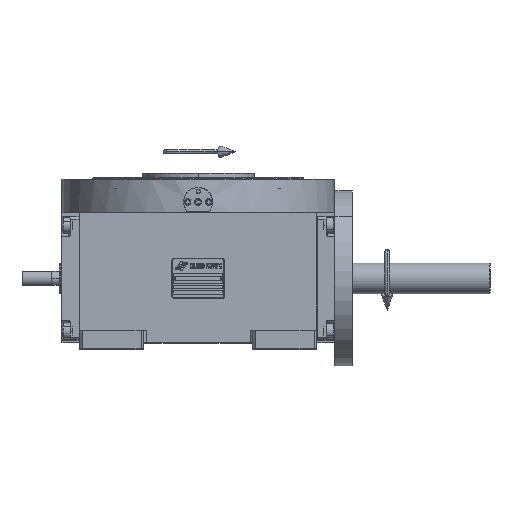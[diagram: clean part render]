
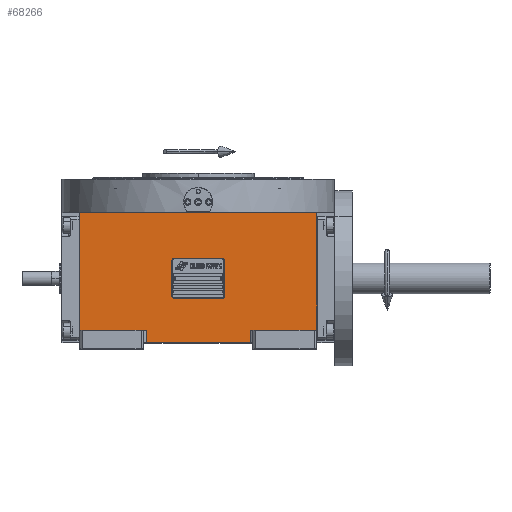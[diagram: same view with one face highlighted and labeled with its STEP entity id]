
A CAD part, top view. The second image highlights one B-rep face of the part: STEP entity #68266.
In plain terms, the highlighted planar face has unit normal (0, 0, 1).
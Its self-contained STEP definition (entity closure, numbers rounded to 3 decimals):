
#180 = EDGE_CURVE ( 'NONE', #66385, #53080, #24077, .T. ) ;
#864 = VECTOR ( 'NONE', #29062, 1000. ) ;
#1523 = CARTESIAN_POINT ( 'NONE',  ( 59., -73., 226. ) ) ;
#3224 = ORIENTED_EDGE ( 'NONE', *, *, #42275, .F. ) ;
#4691 = VECTOR ( 'NONE', #15602, 1000. ) ;
#4866 = VERTEX_POINT ( 'NONE', #56349 ) ;
#5417 = CARTESIAN_POINT ( 'NONE',  ( 135., -59., 226. ) ) ;
#6300 = VERTEX_POINT ( 'NONE', #40857 ) ;
#6744 = LINE ( 'NONE', #28372, #864 ) ;
#6907 = VECTOR ( 'NONE', #7885, 1000. ) ;
#7698 = EDGE_CURVE ( 'NONE', #16891, #37135, #35839, .T. ) ;
#7766 = ORIENTED_EDGE ( 'NONE', *, *, #45160, .T. ) ;
#7885 = DIRECTION ( 'NONE',  ( 0., 1., 0. ) ) ;
#8047 = CARTESIAN_POINT ( 'NONE',  ( 135., 75., 226. ) ) ;
#9728 = VECTOR ( 'NONE', #67903, 1000. ) ;
#14779 = EDGE_CURVE ( 'NONE', #49617, #53080, #36260, .T. ) ;
#15602 = DIRECTION ( 'NONE',  ( 1., 0., 0. ) ) ;
#16891 = VERTEX_POINT ( 'NONE', #50194 ) ;
#17262 = CARTESIAN_POINT ( 'NONE',  ( -59., -73., 226. ) ) ;
#18071 = LINE ( 'NONE', #19482, #60196 ) ;
#19140 = DIRECTION ( 'NONE',  ( 0., 1., 0. ) ) ;
#19482 = CARTESIAN_POINT ( 'NONE',  ( -135., -59., 226. ) ) ;
#21694 = CARTESIAN_POINT ( 'NONE',  ( -59., -73., 226. ) ) ;
#22941 = LINE ( 'NONE', #44891, #60676 ) ;
#24077 = LINE ( 'NONE', #66966, #6907 ) ;
#26471 = EDGE_LOOP ( 'NONE', ( #56878, #55460, #62798, #26634, #64551, #3224, #7766, #41555 ) ) ;
#26634 = ORIENTED_EDGE ( 'NONE', *, *, #180, .T. ) ;
#28372 = CARTESIAN_POINT ( 'NONE',  ( -59., -73., 226. ) ) ;
#29062 = DIRECTION ( 'NONE',  ( 0., 1., 0. ) ) ;
#29788 = CARTESIAN_POINT ( 'NONE',  ( -135., 75., 226. ) ) ;
#32217 = CARTESIAN_POINT ( 'NONE',  ( -135., -73., 226. ) ) ;
#32339 = EDGE_CURVE ( 'NONE', #39412, #6300, #6744, .T. ) ;
#32416 = EDGE_CURVE ( 'NONE', #16891, #66385, #22941, .T. ) ;
#35839 = LINE ( 'NONE', #40158, #52380 ) ;
#36260 = LINE ( 'NONE', #29788, #60289 ) ;
#36559 = DIRECTION ( 'NONE',  ( 0., 0., 1. ) ) ;
#36915 = FACE_OUTER_BOUND ( 'NONE', #26471, .T. ) ;
#37135 = VERTEX_POINT ( 'NONE', #1523 ) ;
#39412 = VERTEX_POINT ( 'NONE', #17262 ) ;
#39496 = DIRECTION ( 'NONE',  ( 1., 0., 0. ) ) ;
#40158 = CARTESIAN_POINT ( 'NONE',  ( 59., -59., 226. ) ) ;
#40510 = DIRECTION ( 'NONE',  ( 0., -1., 0. ) ) ;
#40857 = CARTESIAN_POINT ( 'NONE',  ( -59., -59., 226. ) ) ;
#41555 = ORIENTED_EDGE ( 'NONE', *, *, #32339, .F. ) ;
#42275 = EDGE_CURVE ( 'NONE', #4866, #49617, #18071, .T. ) ;
#43642 = LINE ( 'NONE', #21694, #4691 ) ;
#44088 = AXIS2_PLACEMENT_3D ( 'NONE', #32217, #36559, #64288 ) ;
#44838 = CARTESIAN_POINT ( 'NONE',  ( -135., -59., 226. ) ) ;
#44891 = CARTESIAN_POINT ( 'NONE',  ( 59., -59., 226. ) ) ;
#45160 = EDGE_CURVE ( 'NONE', #4866, #6300, #66473, .T. ) ;
#47539 = CARTESIAN_POINT ( 'NONE',  ( -135., 75., 226. ) ) ;
#49617 = VERTEX_POINT ( 'NONE', #47539 ) ;
#50194 = CARTESIAN_POINT ( 'NONE',  ( 59., -59., 226. ) ) ;
#50632 = EDGE_CURVE ( 'NONE', #39412, #37135, #43642, .T. ) ;
#52380 = VECTOR ( 'NONE', #40510, 1000. ) ;
#53080 = VERTEX_POINT ( 'NONE', #8047 ) ;
#54549 = PLANE ( 'NONE',  #44088 ) ;
#55460 = ORIENTED_EDGE ( 'NONE', *, *, #7698, .F. ) ;
#56349 = CARTESIAN_POINT ( 'NONE',  ( -135., -59., 226. ) ) ;
#56878 = ORIENTED_EDGE ( 'NONE', *, *, #50632, .T. ) ;
#58557 = DIRECTION ( 'NONE',  ( 1., 0., 0. ) ) ;
#60196 = VECTOR ( 'NONE', #19140, 1000. ) ;
#60289 = VECTOR ( 'NONE', #58557, 1000. ) ;
#60676 = VECTOR ( 'NONE', #39496, 1000. ) ;
#62798 = ORIENTED_EDGE ( 'NONE', *, *, #32416, .T. ) ;
#64288 = DIRECTION ( 'NONE',  ( 1., 0., 0. ) ) ;
#64551 = ORIENTED_EDGE ( 'NONE', *, *, #14779, .F. ) ;
#66385 = VERTEX_POINT ( 'NONE', #5417 ) ;
#66473 = LINE ( 'NONE', #44838, #9728 ) ;
#66966 = CARTESIAN_POINT ( 'NONE',  ( 135., -59., 226. ) ) ;
#67903 = DIRECTION ( 'NONE',  ( 1., 0., 0. ) ) ;
#68266 = ADVANCED_FACE ( 'NONE', ( #36915 ), #54549, .T. ) ;
